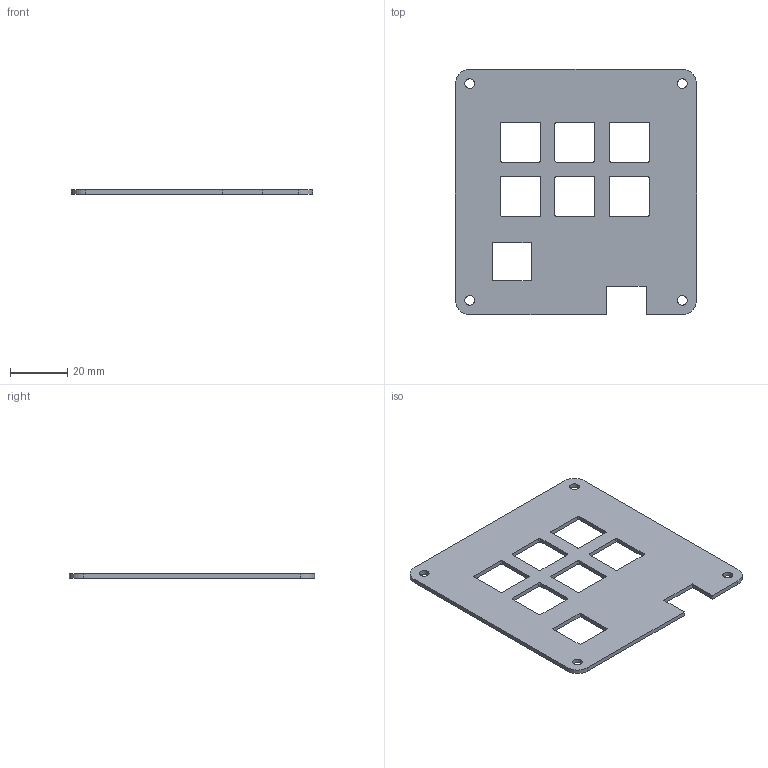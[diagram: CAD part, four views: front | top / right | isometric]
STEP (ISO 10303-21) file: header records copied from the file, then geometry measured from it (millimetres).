
FILE_DESCRIPTION(/* description */ (''),/* implementation_level */ '2;1');
FILE_NAME(/* name */ 'case-top.step',/* time_stamp */ '2025-12-12T20:21:03+01:00',/* author */ (''),/* organization */ (''),/* preprocessor_version */ 'ST-DEVELOPER v20.1',/* originating_system */ 'Autodesk Translation Framework v14.21.0.0',/* authorisation */ '');
FILE_SCHEMA (('AUTOMOTIVE_DESIGN { 1 0 10303 214 3 1 1 }'));
Length unit declared in the file: millimetre
Products named in the file (1): 2025-12-08-18-45-18-472
Bounding box: 84.5 x 86 x 1.5 mm (x, y, z)
Volume: 8565.8 mm3; surface area: 12617.4 mm2
Topology: 1 solids, 1 shells, 232 faces, 654 edges, 436 vertices
Faces by surface type: bspline 106, plane 94, cylinder 32
Full cylindrical faces by diameter (mm): 3.4 x4
Entity records: 8539 total; most frequent: CARTESIAN_POINT 3125, ORIENTED_EDGE 1308, DIRECTION 760, EDGE_CURVE 654, VERTEX_POINT 436, LINE 378, VECTOR 378, EDGE_LOOP 266
